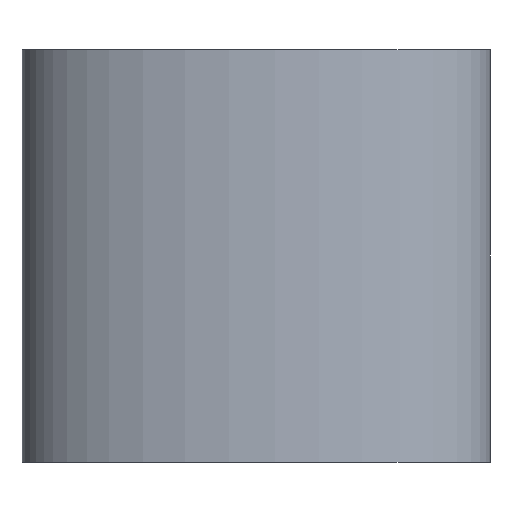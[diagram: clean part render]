
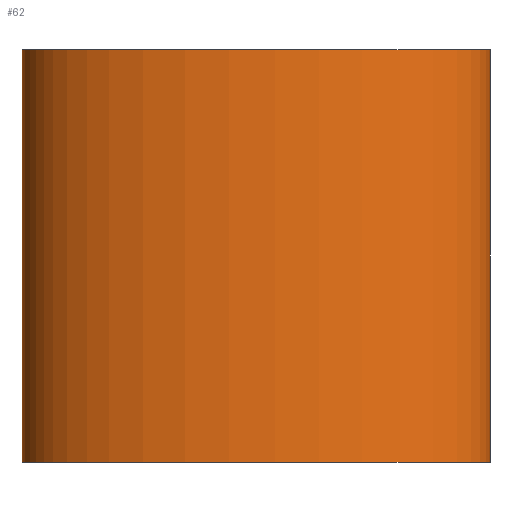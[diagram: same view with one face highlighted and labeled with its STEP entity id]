
A CAD part, front view. The second image highlights one B-rep face of the part: STEP entity #62.
In plain terms, the highlighted free-form (B-spline) face has degree [1, 2] with [2, 9] control points.
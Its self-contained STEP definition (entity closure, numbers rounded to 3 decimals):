
#19=ELLIPSE('',#82,8.5,4.25);
#20=ELLIPSE('',#83,8.5,4.25);
#21=(
BOUNDED_SURFACE()
B_SPLINE_SURFACE(1,2,((#111,#112,#113,#114,#115,#116,#117,#118,#119),(#120,
#121,#122,#123,#124,#125,#126,#127,#128)),.UNSPECIFIED.,.F.,.T.,.F.)
B_SPLINE_SURFACE_WITH_KNOTS((2,2),(3,2,2,2,3),(0.,1.765),(-3.142,
-1.571,0.,1.571,3.142),.UNSPECIFIED.)
GEOMETRIC_REPRESENTATION_ITEM()
RATIONAL_B_SPLINE_SURFACE(((1.,0.707,1.,0.707,1.,
0.707,1.,0.707,1.),(1.,0.707,1.,0.707,
1.,0.707,1.,0.707,1.)))
REPRESENTATION_ITEM('')
SURFACE()
);
#23=FACE_OUTER_BOUND('',#27,.T.);
#27=EDGE_LOOP('',(#52,#53,#54,#55));
#33=LINE('',#132,#35);
#35=VECTOR('',#97,8.5);
#40=VERTEX_POINT('',#129);
#41=VERTEX_POINT('',#131);
#45=EDGE_CURVE('',#40,#40,#19,.T.);
#46=EDGE_CURVE('',#40,#41,#33,.T.);
#47=EDGE_CURVE('',#41,#41,#20,.T.);
#52=ORIENTED_EDGE('',*,*,#45,.F.);
#53=ORIENTED_EDGE('',*,*,#46,.T.);
#54=ORIENTED_EDGE('',*,*,#47,.T.);
#55=ORIENTED_EDGE('',*,*,#46,.F.);
#62=ADVANCED_FACE('',(#23),#21,.F.);
#82=AXIS2_PLACEMENT_3D('',#130,#95,#96);
#83=AXIS2_PLACEMENT_3D('',#133,#98,#99);
#95=DIRECTION('center_axis',(0.,0.,1.));
#96=DIRECTION('ref_axis',(1.,0.,0.));
#97=DIRECTION('',(0.,0.,-1.));
#98=DIRECTION('center_axis',(0.,0.,1.));
#99=DIRECTION('ref_axis',(1.,0.,0.));
#111=CARTESIAN_POINT('Ctrl Pts',(-8.5,0.,0.));
#112=CARTESIAN_POINT('Ctrl Pts',(-8.5,-4.25,0.));
#113=CARTESIAN_POINT('Ctrl Pts',(0.,-4.25,0.));
#114=CARTESIAN_POINT('Ctrl Pts',(8.5,-4.25,0.));
#115=CARTESIAN_POINT('Ctrl Pts',(8.5,0.,0.));
#116=CARTESIAN_POINT('Ctrl Pts',(8.5,4.25,0.));
#117=CARTESIAN_POINT('Ctrl Pts',(0.,4.25,0.));
#118=CARTESIAN_POINT('Ctrl Pts',(-8.5,4.25,0.));
#119=CARTESIAN_POINT('Ctrl Pts',(-8.5,0.,0.));
#120=CARTESIAN_POINT('Ctrl Pts',(-8.5,0.,15.));
#121=CARTESIAN_POINT('Ctrl Pts',(-8.5,-4.25,15.));
#122=CARTESIAN_POINT('Ctrl Pts',(0.,-4.25,15.));
#123=CARTESIAN_POINT('Ctrl Pts',(8.5,-4.25,15.));
#124=CARTESIAN_POINT('Ctrl Pts',(8.5,0.,15.));
#125=CARTESIAN_POINT('Ctrl Pts',(8.5,4.25,15.));
#126=CARTESIAN_POINT('Ctrl Pts',(0.,4.25,15.));
#127=CARTESIAN_POINT('Ctrl Pts',(-8.5,4.25,15.));
#128=CARTESIAN_POINT('Ctrl Pts',(-8.5,0.,15.));
#129=CARTESIAN_POINT('',(-8.5,0.,15.));
#130=CARTESIAN_POINT('Origin',(0.,0.,15.));
#131=CARTESIAN_POINT('',(-8.5,0.,0.));
#132=CARTESIAN_POINT('',(-8.5,0.,0.));
#133=CARTESIAN_POINT('Origin',(0.,0.,0.));
